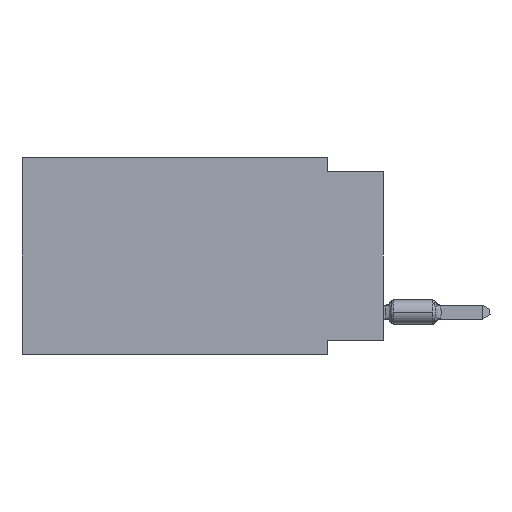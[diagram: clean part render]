
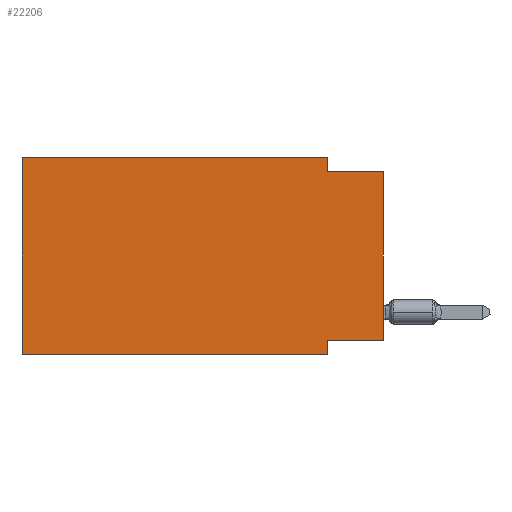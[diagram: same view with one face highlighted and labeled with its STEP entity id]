
A CAD part, left-side view. The second image highlights one B-rep face of the part: STEP entity #22206.
In plain terms, the highlighted planar face has unit normal (-1, 0, 0).
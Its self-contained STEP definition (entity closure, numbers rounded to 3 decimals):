
#924 = ORIENTED_EDGE ( 'NONE', *, *, #30584, .F. ) ;
#1255 = VERTEX_POINT ( 'NONE', #4258 ) ;
#2131 = CARTESIAN_POINT ( 'NONE',  ( 0., 2.54, 0. ) ) ;
#2255 = CARTESIAN_POINT ( 'NONE',  ( 0., 16.383, 0. ) ) ;
#2668 = ORIENTED_EDGE ( 'NONE', *, *, #31123, .F. ) ;
#3757 = CARTESIAN_POINT ( 'NONE',  ( 0., 2.54, 0. ) ) ;
#4122 = EDGE_CURVE ( 'NONE', #10829, #32286, #31789, .T. ) ;
#4258 = CARTESIAN_POINT ( 'NONE',  ( 0., 2.54, -8.255 ) ) ;
#4447 = LINE ( 'NONE', #2255, #9922 ) ;
#4789 = VECTOR ( 'NONE', #13285, 1000. ) ;
#5257 = VECTOR ( 'NONE', #27196, 1000. ) ;
#7432 = ORIENTED_EDGE ( 'NONE', *, *, #24698, .T. ) ;
#7489 = LINE ( 'NONE', #30169, #5257 ) ;
#7820 = ORIENTED_EDGE ( 'NONE', *, *, #21909, .F. ) ;
#7900 = VECTOR ( 'NONE', #26316, 1000. ) ;
#7920 = VECTOR ( 'NONE', #31781, 1000. ) ;
#8128 = LINE ( 'NONE', #15801, #7900 ) ;
#8327 = CARTESIAN_POINT ( 'NONE',  ( 0., 16.383, -8.89 ) ) ;
#8769 = CARTESIAN_POINT ( 'NONE',  ( 0., 16.383, 0. ) ) ;
#8778 = DIRECTION ( 'NONE',  ( 0., 0., -1. ) ) ;
#9697 = CARTESIAN_POINT ( 'NONE',  ( 0., 0., -8.255 ) ) ;
#9922 = VECTOR ( 'NONE', #32797, 1000. ) ;
#10229 = DIRECTION ( 'NONE',  ( 1., 0., 0. ) ) ;
#10829 = VERTEX_POINT ( 'NONE', #2131 ) ;
#11081 = ORIENTED_EDGE ( 'NONE', *, *, #4122, .F. ) ;
#11908 = EDGE_CURVE ( 'NONE', #1255, #21536, #26633, .T. ) ;
#11964 = LINE ( 'NONE', #19656, #23469 ) ;
#12259 = LINE ( 'NONE', #17611, #20130 ) ;
#13285 = DIRECTION ( 'NONE',  ( 0., 0., -1. ) ) ;
#14733 = CARTESIAN_POINT ( 'NONE',  ( 0., 16.383, 0. ) ) ;
#15801 = CARTESIAN_POINT ( 'NONE',  ( 0., 0., -0.635 ) ) ;
#15992 = EDGE_LOOP ( 'NONE', ( #26374, #924, #11081, #24615, #2668, #7432, #27772, #7820 ) ) ;
#17611 = CARTESIAN_POINT ( 'NONE',  ( 0., 0., -8.255 ) ) ;
#17653 = CARTESIAN_POINT ( 'NONE',  ( 0., 2.54, -8.89 ) ) ;
#18131 = VERTEX_POINT ( 'NONE', #8327 ) ;
#18154 = DIRECTION ( 'NONE',  ( 0., 0., 1. ) ) ;
#19148 = VERTEX_POINT ( 'NONE', #9697 ) ;
#19656 = CARTESIAN_POINT ( 'NONE',  ( 0., 0., 0. ) ) ;
#20130 = VECTOR ( 'NONE', #28111, 1000. ) ;
#20343 = EDGE_CURVE ( 'NONE', #23431, #10829, #4447, .T. ) ;
#21536 = VERTEX_POINT ( 'NONE', #17653 ) ;
#21909 = EDGE_CURVE ( 'NONE', #19148, #1255, #12259, .T. ) ;
#22206 = ADVANCED_FACE ( 'NONE', ( #27748 ), #25085, .F. ) ;
#23242 = VERTEX_POINT ( 'NONE', #28046 ) ;
#23431 = VERTEX_POINT ( 'NONE', #32783 ) ;
#23469 = VECTOR ( 'NONE', #18154, 1000. ) ;
#24615 = ORIENTED_EDGE ( 'NONE', *, *, #20343, .F. ) ;
#24698 = EDGE_CURVE ( 'NONE', #18131, #21536, #7489, .T. ) ;
#25085 = PLANE ( 'NONE',  #26011 ) ;
#26011 = AXIS2_PLACEMENT_3D ( 'NONE', #14733, #10229, #27914 ) ;
#26316 = DIRECTION ( 'NONE',  ( 0., -1., 0. ) ) ;
#26374 = ORIENTED_EDGE ( 'NONE', *, *, #32563, .T. ) ;
#26633 = LINE ( 'NONE', #28624, #4789 ) ;
#26966 = LINE ( 'NONE', #8769, #7920 ) ;
#27196 = DIRECTION ( 'NONE',  ( 0., -1., 0. ) ) ;
#27748 = FACE_OUTER_BOUND ( 'NONE', #15992, .T. ) ;
#27772 = ORIENTED_EDGE ( 'NONE', *, *, #11908, .F. ) ;
#27914 = DIRECTION ( 'NONE',  ( 0., 0., -1. ) ) ;
#28046 = CARTESIAN_POINT ( 'NONE',  ( 0., 0., -0.635 ) ) ;
#28111 = DIRECTION ( 'NONE',  ( 0., 1., 0. ) ) ;
#28233 = VECTOR ( 'NONE', #8778, 1000. ) ;
#28624 = CARTESIAN_POINT ( 'NONE',  ( 0., 2.54, -8.89 ) ) ;
#30169 = CARTESIAN_POINT ( 'NONE',  ( 0., 16.383, -8.89 ) ) ;
#30584 = EDGE_CURVE ( 'NONE', #32286, #23242, #8128, .T. ) ;
#31123 = EDGE_CURVE ( 'NONE', #18131, #23431, #26966, .T. ) ;
#31781 = DIRECTION ( 'NONE',  ( 0., 0., 1. ) ) ;
#31789 = LINE ( 'NONE', #3757, #28233 ) ;
#32286 = VERTEX_POINT ( 'NONE', #32846 ) ;
#32563 = EDGE_CURVE ( 'NONE', #19148, #23242, #11964, .T. ) ;
#32783 = CARTESIAN_POINT ( 'NONE',  ( 0., 16.383, 0. ) ) ;
#32797 = DIRECTION ( 'NONE',  ( 0., -1., 0. ) ) ;
#32846 = CARTESIAN_POINT ( 'NONE',  ( 0., 2.54, -0.635 ) ) ;
